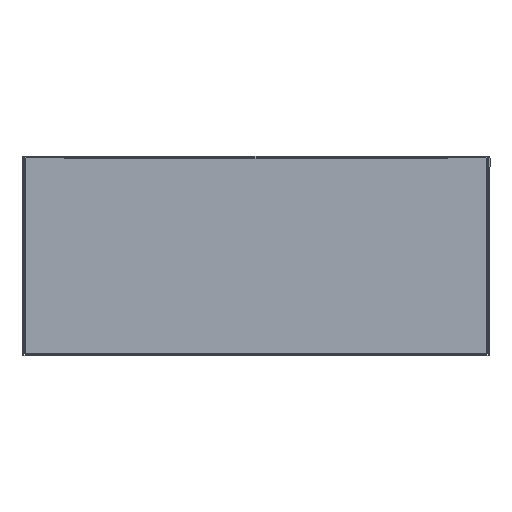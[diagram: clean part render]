
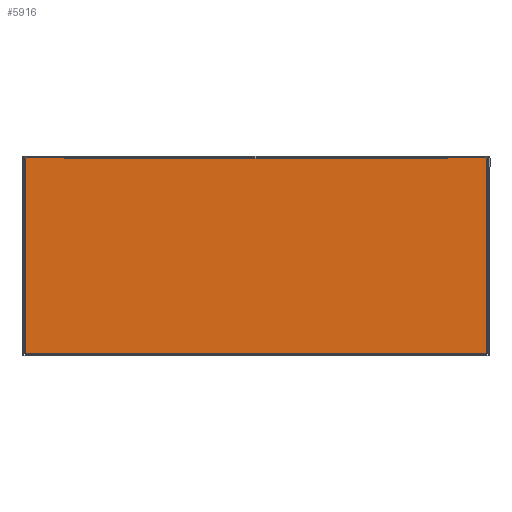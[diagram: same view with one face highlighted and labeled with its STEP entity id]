
A CAD part, front view. The second image highlights one B-rep face of the part: STEP entity #5916.
In plain terms, the highlighted planar face has unit normal (0, -1, 0).
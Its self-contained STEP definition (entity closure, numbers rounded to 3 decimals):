
#175 = ORIENTED_EDGE ( 'NONE', *, *, #3271, .T. ) ;
#351 = VERTEX_POINT ( 'NONE', #21381 ) ;
#1202 = CARTESIAN_POINT ( 'NONE',  ( 4.01, -914.5, 248.5 ) ) ;
#1324 = LINE ( 'NONE', #4598, #4042 ) ;
#1700 = DIRECTION ( 'NONE',  ( 0., 1., 0. ) ) ;
#1742 = ORIENTED_EDGE ( 'NONE', *, *, #7826, .T. ) ;
#1871 = ORIENTED_EDGE ( 'NONE', *, *, #4836, .F. ) ;
#2712 = VECTOR ( 'NONE', #7442, 1000. ) ;
#2777 = VERTEX_POINT ( 'NONE', #19625 ) ;
#3271 = EDGE_CURVE ( 'NONE', #11830, #11263, #19810, .T. ) ;
#3474 = ORIENTED_EDGE ( 'NONE', *, *, #5150, .F. ) ;
#3612 = CARTESIAN_POINT ( 'NONE',  ( 532.25, -914.5, 0. ) ) ;
#3674 = CARTESIAN_POINT ( 'NONE',  ( 531.5, -914.5, 246. ) ) ;
#3764 = LINE ( 'NONE', #16875, #5241 ) ;
#3855 = VERTEX_POINT ( 'NONE', #10282 ) ;
#4002 = LINE ( 'NONE', #5653, #16251 ) ;
#4042 = VECTOR ( 'NONE', #11261, 1000. ) ;
#4267 = CARTESIAN_POINT ( 'NONE',  ( 4.01, -914.5, 0. ) ) ;
#4452 = DIRECTION ( 'NONE',  ( 0., 0., -1. ) ) ;
#4477 = EDGE_CURVE ( 'NONE', #19045, #6643, #20023, .T. ) ;
#4561 = CARTESIAN_POINT ( 'NONE',  ( 54.5, -914.5, 245.25 ) ) ;
#4598 = CARTESIAN_POINT ( 'NONE',  ( 581.99, -914.5, 0. ) ) ;
#4682 = VECTOR ( 'NONE', #8560, 1000. ) ;
#4836 = EDGE_CURVE ( 'NONE', #17573, #2777, #9743, .T. ) ;
#4969 = CARTESIAN_POINT ( 'NONE',  ( 581.99, -914.5, 1. ) ) ;
#5016 = VERTEX_POINT ( 'NONE', #5361 ) ;
#5150 = EDGE_CURVE ( 'NONE', #8715, #6643, #7115, .T. ) ;
#5241 = VECTOR ( 'NONE', #20024, 1000. ) ;
#5277 = AXIS2_PLACEMENT_3D ( 'NONE', #16655, #1700, #14784 ) ;
#5326 = EDGE_LOOP ( 'NONE', ( #14722, #18241, #1871, #10066, #5754, #9379, #16538, #8500, #19976, #17937, #3474, #9836, #1742, #175 ) ) ;
#5361 = CARTESIAN_POINT ( 'NONE',  ( 581.99, -914.5, 246. ) ) ;
#5471 = DIRECTION ( 'NONE',  ( -1., 0., 0. ) ) ;
#5653 = CARTESIAN_POINT ( 'NONE',  ( 581.99, -914.5, 0. ) ) ;
#5754 = ORIENTED_EDGE ( 'NONE', *, *, #10222, .F. ) ;
#5858 = DIRECTION ( 'NONE',  ( 0., 0., 1. ) ) ;
#5916 = ADVANCED_FACE ( 'NONE', ( #8568 ), #8356, .F. ) ;
#6643 = VERTEX_POINT ( 'NONE', #13331 ) ;
#6931 = CARTESIAN_POINT ( 'NONE',  ( 4.01, -914.5, 246. ) ) ;
#6932 = LINE ( 'NONE', #18604, #16394 ) ;
#7111 = LINE ( 'NONE', #3612, #21074 ) ;
#7115 = LINE ( 'NONE', #7231, #9394 ) ;
#7231 = CARTESIAN_POINT ( 'NONE',  ( 4.01, -914.5, 1. ) ) ;
#7292 = LINE ( 'NONE', #3674, #21206 ) ;
#7442 = DIRECTION ( 'NONE',  ( 0., 0., -1. ) ) ;
#7576 = CARTESIAN_POINT ( 'NONE',  ( 0., -914.5, 248.5 ) ) ;
#7759 = CARTESIAN_POINT ( 'NONE',  ( 532.25, -914.5, 248.5 ) ) ;
#7826 = EDGE_CURVE ( 'NONE', #5016, #11830, #1324, .T. ) ;
#8333 = VERTEX_POINT ( 'NONE', #13411 ) ;
#8356 = PLANE ( 'NONE',  #5277 ) ;
#8500 = ORIENTED_EDGE ( 'NONE', *, *, #12564, .T. ) ;
#8560 = DIRECTION ( 'NONE',  ( -1., 0., 0. ) ) ;
#8568 = FACE_OUTER_BOUND ( 'NONE', #5326, .T. ) ;
#8715 = VERTEX_POINT ( 'NONE', #4969 ) ;
#9203 = VECTOR ( 'NONE', #4452, 1000. ) ;
#9364 = LINE ( 'NONE', #16031, #9203 ) ;
#9379 = ORIENTED_EDGE ( 'NONE', *, *, #15493, .F. ) ;
#9394 = VECTOR ( 'NONE', #5471, 1000. ) ;
#9743 = LINE ( 'NONE', #21209, #13046 ) ;
#9836 = ORIENTED_EDGE ( 'NONE', *, *, #16353, .T. ) ;
#9921 = DIRECTION ( 'NONE',  ( 0., 0., 1. ) ) ;
#10066 = ORIENTED_EDGE ( 'NONE', *, *, #19898, .T. ) ;
#10222 = EDGE_CURVE ( 'NONE', #10532, #10652, #19861, .T. ) ;
#10282 = CARTESIAN_POINT ( 'NONE',  ( 53.75, -914.5, 248.5 ) ) ;
#10532 = VERTEX_POINT ( 'NONE', #4561 ) ;
#10652 = VERTEX_POINT ( 'NONE', #13798 ) ;
#11125 = EDGE_CURVE ( 'NONE', #351, #11263, #7111, .T. ) ;
#11261 = DIRECTION ( 'NONE',  ( 0., 0., 1. ) ) ;
#11263 = VERTEX_POINT ( 'NONE', #7759 ) ;
#11688 = VECTOR ( 'NONE', #14233, 1000. ) ;
#11698 = EDGE_CURVE ( 'NONE', #3855, #8333, #9364, .T. ) ;
#11830 = VERTEX_POINT ( 'NONE', #19945 ) ;
#11849 = DIRECTION ( 'NONE',  ( 0., 0., -1. ) ) ;
#12352 = DIRECTION ( 'NONE',  ( 0., 0., 1. ) ) ;
#12564 = EDGE_CURVE ( 'NONE', #3855, #16139, #17513, .T. ) ;
#12623 = CARTESIAN_POINT ( 'NONE',  ( 531.5, -914.5, 246. ) ) ;
#13046 = VECTOR ( 'NONE', #21314, 1000. ) ;
#13331 = CARTESIAN_POINT ( 'NONE',  ( 4.01, -914.5, 1. ) ) ;
#13411 = CARTESIAN_POINT ( 'NONE',  ( 53.75, -914.5, 245.25 ) ) ;
#13703 = CARTESIAN_POINT ( 'NONE',  ( 4.01, -914.5, 246. ) ) ;
#13798 = CARTESIAN_POINT ( 'NONE',  ( 54.5, -914.5, 246. ) ) ;
#14233 = DIRECTION ( 'NONE',  ( -1., 0., 0. ) ) ;
#14722 = ORIENTED_EDGE ( 'NONE', *, *, #11125, .F. ) ;
#14784 = DIRECTION ( 'NONE',  ( 0., 0., 1. ) ) ;
#15111 = CARTESIAN_POINT ( 'NONE',  ( 0., -914.5, 248.5 ) ) ;
#15117 = DIRECTION ( 'NONE',  ( 1., 0., 0. ) ) ;
#15382 = EDGE_CURVE ( 'NONE', #2777, #351, #3764, .T. ) ;
#15493 = EDGE_CURVE ( 'NONE', #8333, #10532, #6932, .T. ) ;
#16031 = CARTESIAN_POINT ( 'NONE',  ( 53.75, -914.5, 0. ) ) ;
#16139 = VERTEX_POINT ( 'NONE', #1202 ) ;
#16251 = VECTOR ( 'NONE', #5858, 1000. ) ;
#16353 = EDGE_CURVE ( 'NONE', #8715, #5016, #4002, .T. ) ;
#16394 = VECTOR ( 'NONE', #15117, 1000. ) ;
#16538 = ORIENTED_EDGE ( 'NONE', *, *, #11698, .F. ) ;
#16655 = CARTESIAN_POINT ( 'NONE',  ( 0., -914.5, 0. ) ) ;
#16875 = CARTESIAN_POINT ( 'NONE',  ( 0., -914.5, 245.25 ) ) ;
#17120 = VECTOR ( 'NONE', #11849, 1000. ) ;
#17513 = LINE ( 'NONE', #7576, #11688 ) ;
#17573 = VERTEX_POINT ( 'NONE', #12623 ) ;
#17807 = VECTOR ( 'NONE', #9921, 1000. ) ;
#17937 = ORIENTED_EDGE ( 'NONE', *, *, #4477, .T. ) ;
#18241 = ORIENTED_EDGE ( 'NONE', *, *, #15382, .F. ) ;
#18604 = CARTESIAN_POINT ( 'NONE',  ( 0., -914.5, 245.25 ) ) ;
#19045 = VERTEX_POINT ( 'NONE', #13703 ) ;
#19625 = CARTESIAN_POINT ( 'NONE',  ( 531.5, -914.5, 245.25 ) ) ;
#19662 = EDGE_CURVE ( 'NONE', #16139, #19045, #20652, .T. ) ;
#19749 = CARTESIAN_POINT ( 'NONE',  ( 54.5, -914.5, 0. ) ) ;
#19810 = LINE ( 'NONE', #15111, #4682 ) ;
#19861 = LINE ( 'NONE', #19749, #17807 ) ;
#19898 = EDGE_CURVE ( 'NONE', #17573, #10652, #7292, .T. ) ;
#19945 = CARTESIAN_POINT ( 'NONE',  ( 581.99, -914.5, 248.5 ) ) ;
#19976 = ORIENTED_EDGE ( 'NONE', *, *, #19662, .T. ) ;
#20023 = LINE ( 'NONE', #6931, #17120 ) ;
#20024 = DIRECTION ( 'NONE',  ( 1., 0., 0. ) ) ;
#20277 = DIRECTION ( 'NONE',  ( -1., 0., 0. ) ) ;
#20652 = LINE ( 'NONE', #4267, #2712 ) ;
#21074 = VECTOR ( 'NONE', #12352, 1000. ) ;
#21206 = VECTOR ( 'NONE', #20277, 1000. ) ;
#21209 = CARTESIAN_POINT ( 'NONE',  ( 531.5, -914.5, 0. ) ) ;
#21314 = DIRECTION ( 'NONE',  ( 0., 0., -1. ) ) ;
#21381 = CARTESIAN_POINT ( 'NONE',  ( 532.25, -914.5, 245.25 ) ) ;
